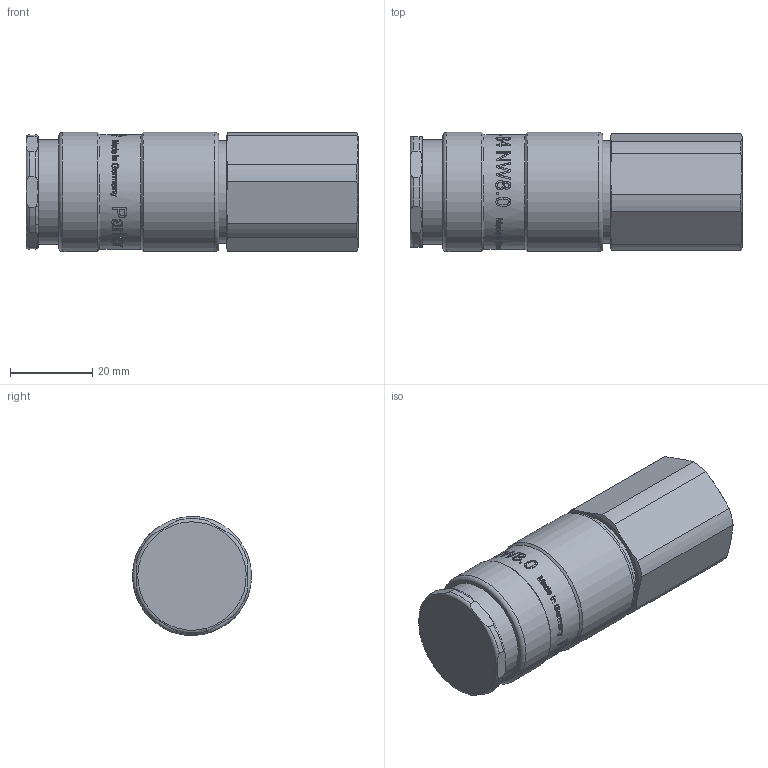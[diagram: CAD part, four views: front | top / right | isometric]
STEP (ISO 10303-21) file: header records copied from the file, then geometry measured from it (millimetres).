
FILE_DESCRIPTION((''),'2;1');
FILE_NAME('84kaiw17spn.stp','2012-09-25T09:46:53',('IA176480'),(''),'Autodesk Inventor 2011','Autodesk Inventor 2011','');
FILE_SCHEMA(('AUTOMOTIVE_DESIGN { 1 0 10303 214 1 1 1 1 }'));
Length unit declared in the file: millimetre
Products named in the file (1): D104357
Bounding box: 80.85 x 29 x 29 mm (x, y, z)
Volume: 44798 mm3; surface area: 13928.8 mm2
Topology: 1 solids, 1 shells, 609 faces, 1617 edges, 1071 vertices
Faces by surface type: bspline 285, plane 224, cylinder 78, cone 18, torus 4
Full cylindrical faces by diameter (mm): 16.662 x1, 22.029 x2, 25 x1, 25.4 x1, 25.6 x2, 28 x1, 29 x2
Entity records: 87128 total; most frequent: CARTESIAN_POINT 73748, ORIENTED_EDGE 3172, DIRECTION 1628, EDGE_CURVE 1586, VERTEX_POINT 1062, B_SPLINE_CURVE_WITH_KNOTS 768, EDGE_LOOP 690, FACE_OUTER_BOUND 608
